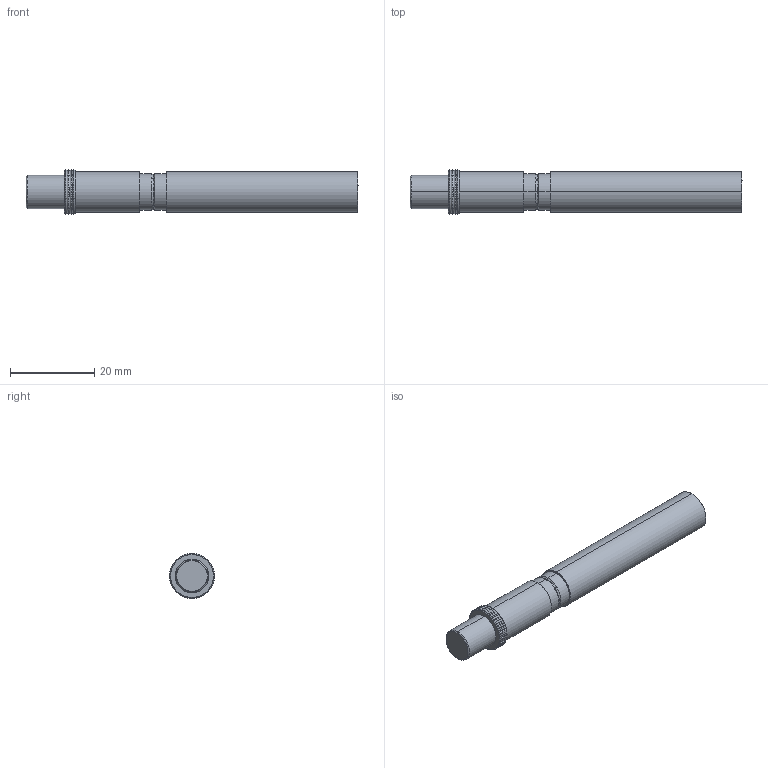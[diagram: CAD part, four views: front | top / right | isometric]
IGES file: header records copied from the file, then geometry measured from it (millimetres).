
Start section: SolidWorks IGES file using analytic representation for surfaces
Global section: file name: HC375F-X.IGS; native system: SolidWorks 2015; preprocessor: SolidWorks 2015; author: kgolden; date: 160211.150611; units: inch
Bounding box: 78.99 x 10.69 x 10.69 mm (x, y, z)
Surface area: 6263.3 mm2 (no closed solid volume)
Topology: 0 solids, 0 shells, 406 faces, 2590 edges, 2588 vertices
Faces by surface type: revolution 219, bspline 187
